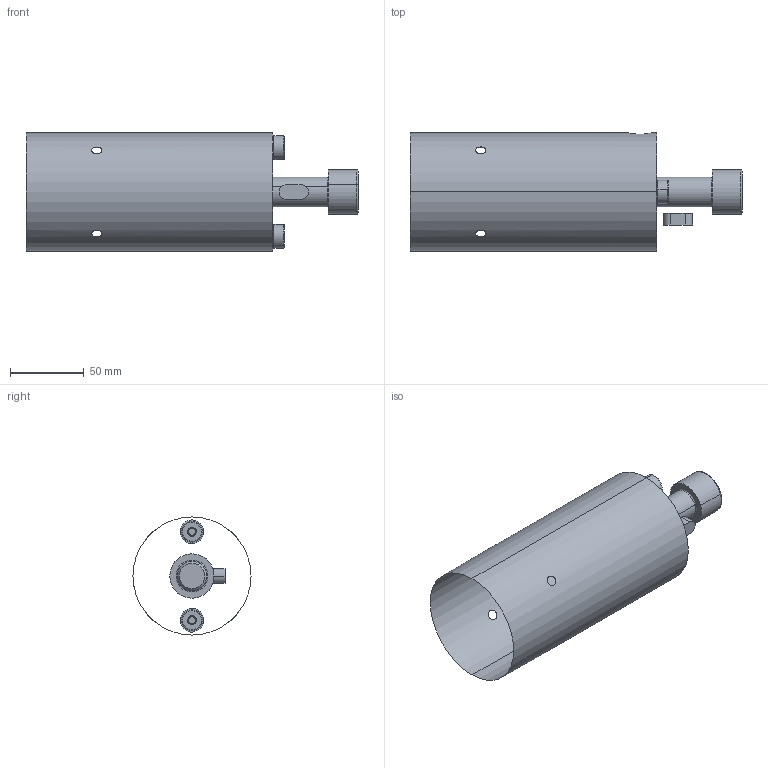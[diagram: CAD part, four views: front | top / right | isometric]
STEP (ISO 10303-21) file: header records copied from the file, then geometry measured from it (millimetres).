
FILE_DESCRIPTION (( 'STEP AP214' ), '1' );
FILE_NAME ('HA0.D40.K01.200.STEP', '2022-04-27T05:45:43', ( '' ), ( '' ), 'SwSTEP 2.0', 'SolidWorks 2017', '' );
FILE_SCHEMA (( 'AUTOMOTIVE_DESIGN' ));
Length unit declared in the file: millimetre
Products named in the file (5): ISO 4762 - M20 x 40; D40-ER2.001.023_B; HA0.D40.K01.200; DIN 6885 - 10x8x20; HA0-D40.K01.200_A_Fertigbearbeitung
Assembly tree (5 placements, depth 2):
  HA0.D40.K01.200
    HA0-D40.K01.200_A_Fertigbearbeitung
    ISO 4762 - M20 x 40
    D40-ER2.001.023_B  x2
    DIN 6885 - 10x8x20
Bounding box: 225.05 x 80 x 80 mm (x, y, z)
Volume: 30069.6 mm3; surface area: 51313.7 mm2
Topology: 4 solids, 5 shells, 116 faces, 260 edges, 154 vertices
Faces by surface type: plane 39, torus 28, cylinder 25, cone 24
Entity records: 2775 total; most frequent: CARTESIAN_POINT 807, DIRECTION 397, ORIENTED_EDGE 327, EDGE_CURVE 168, AXIS2_PLACEMENT_3D 165, VERTEX_POINT 103, EDGE_LOOP 86, CIRCLE 80
